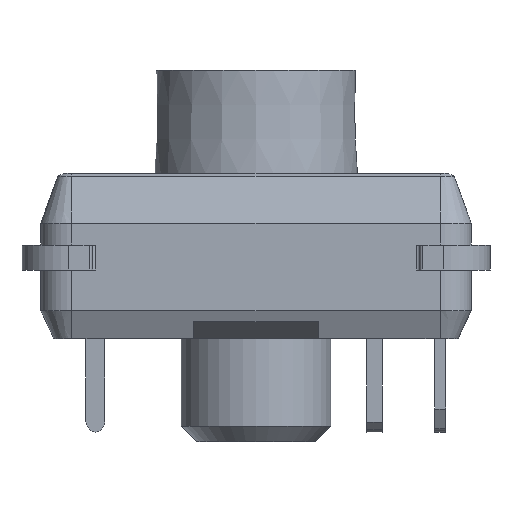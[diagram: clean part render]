
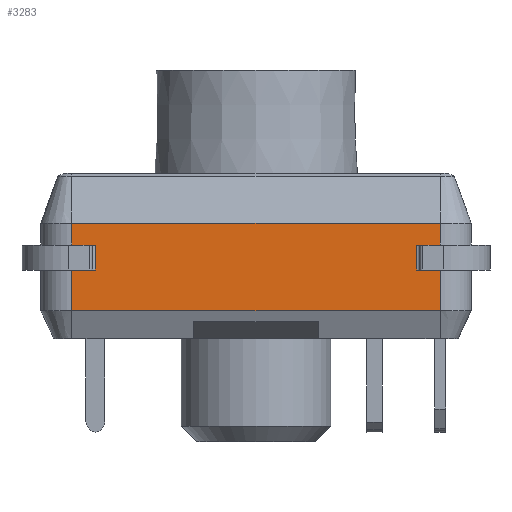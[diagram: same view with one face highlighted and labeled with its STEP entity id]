
A CAD part, front view. The second image highlights one B-rep face of the part: STEP entity #3283.
In plain terms, the highlighted planar face has unit normal (0, -1, 0).
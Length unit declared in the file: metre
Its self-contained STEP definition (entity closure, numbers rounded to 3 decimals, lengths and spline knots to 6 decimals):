
#918=ORIENTED_EDGE('',*,*,#1220,.T.);
#919=ORIENTED_EDGE('',*,*,#1564,.T.);
#920=ORIENTED_EDGE('',*,*,#1335,.F.);
#921=ORIENTED_EDGE('',*,*,#1565,.F.);
#922=ORIENTED_EDGE('',*,*,#1337,.T.);
#923=ORIENTED_EDGE('',*,*,#1566,.T.);
#924=ORIENTED_EDGE('',*,*,#1214,.T.);
#925=ORIENTED_EDGE('',*,*,#1567,.T.);
#926=ORIENTED_EDGE('',*,*,#1563,.F.);
#927=ORIENTED_EDGE('',*,*,#1543,.F.);
#928=ORIENTED_EDGE('',*,*,#1568,.T.);
#929=ORIENTED_EDGE('',*,*,#1569,.T.);
#1214=EDGE_CURVE('',#1659,#1657,#1954,.T.);
#1220=EDGE_CURVE('',#1662,#1664,#1957,.T.);
#1335=EDGE_CURVE('',#1724,#1738,#2054,.T.);
#1337=EDGE_CURVE('',#1727,#1740,#2055,.T.);
#1543=EDGE_CURVE('',#1874,#1873,#2209,.T.);
#1563=EDGE_CURVE('',#1873,#1882,#2225,.T.);
#1564=EDGE_CURVE('',#1664,#1738,#2226,.T.);
#1565=EDGE_CURVE('',#1727,#1724,#2227,.T.);
#1566=EDGE_CURVE('',#1740,#1659,#2228,.T.);
#1567=EDGE_CURVE('',#1657,#1882,#2229,.T.);
#1568=EDGE_CURVE('',#1874,#1883,#2230,.T.);
#1569=EDGE_CURVE('',#1883,#1662,#2231,.T.);
#1657=VERTEX_POINT('',#4676);
#1659=VERTEX_POINT('',#4679);
#1662=VERTEX_POINT('',#4686);
#1664=VERTEX_POINT('',#4690);
#1724=VERTEX_POINT('',#4886);
#1727=VERTEX_POINT('',#4893);
#1738=VERTEX_POINT('',#4925);
#1740=VERTEX_POINT('',#4930);
#1873=VERTEX_POINT('',#6243);
#1874=VERTEX_POINT('',#6247);
#1882=VERTEX_POINT('',#6283);
#1883=VERTEX_POINT('',#6291);
#1954=LINE('',#4678,#2304);
#1957=LINE('',#4691,#2307);
#2054=LINE('',#4926,#2404);
#2055=LINE('',#4931,#2405);
#2209=LINE('',#6248,#2559);
#2225=LINE('',#6284,#2575);
#2226=LINE('',#6286,#2576);
#2227=LINE('',#6287,#2577);
#2228=LINE('',#6288,#2578);
#2229=LINE('',#6289,#2579);
#2230=LINE('',#6290,#2580);
#2231=LINE('',#6292,#2581);
#2304=VECTOR('',#3828,1.);
#2307=VECTOR('',#3839,1.);
#2404=VECTOR('',#4064,1.);
#2405=VECTOR('',#4069,1.);
#2559=VECTOR('',#4389,1.);
#2575=VECTOR('',#4429,1.);
#2576=VECTOR('',#4432,1.);
#2577=VECTOR('',#4433,1.);
#2578=VECTOR('',#4434,1.);
#2579=VECTOR('',#4435,1.);
#2580=VECTOR('',#4436,1.);
#2581=VECTOR('',#4437,1.);
#2762=EDGE_LOOP('',(#918,#919,#920,#921,#922,#923,#924,#925,#926,#927,#928,
#929));
#2961=FACE_BOUND('',#2762,.T.);
#3111=PLANE('',#3666);
#3283=ADVANCED_FACE('',(#2961),#3111,.F.);
#3666=AXIS2_PLACEMENT_3D('',#6285,#4430,#4431);
#3828=DIRECTION('',(0.,0.,1.));
#3839=DIRECTION('',(0.,0.,-1.));
#4064=DIRECTION('',(0.,0.,1.));
#4069=DIRECTION('',(0.,0.,1.));
#4389=DIRECTION('',(1.,0.,0.));
#4429=DIRECTION('',(0.,0.,-1.));
#4430=DIRECTION('',(0.,1.,0.));
#4431=DIRECTION('',(-1.,0.,0.));
#4432=DIRECTION('',(-1.,0.,0.));
#4433=DIRECTION('',(-1.,0.,0.));
#4434=DIRECTION('',(-1.,0.,0.));
#4435=DIRECTION('',(1.,0.,0.));
#4436=DIRECTION('',(0.,0.,-1.));
#4437=DIRECTION('',(1.,0.,0.));
#4676=CARTESIAN_POINT('',(0.00515,-0.0069,0.0004));
#4678=CARTESIAN_POINT('',(0.00515,-0.0069,0.0004));
#4679=CARTESIAN_POINT('',(0.00515,-0.0069,-0.0004));
#4686=CARTESIAN_POINT('',(-0.00515,-0.0069,0.0004));
#4690=CARTESIAN_POINT('',(-0.00515,-0.0069,-0.0004));
#4691=CARTESIAN_POINT('',(-0.00515,-0.0069,-0.0004));
#4886=CARTESIAN_POINT('',(-0.0059,-0.0069,-0.0017));
#4893=CARTESIAN_POINT('',(0.0059,-0.0069,-0.0017));
#4925=CARTESIAN_POINT('',(-0.0059,-0.0069,-0.0004));
#4926=CARTESIAN_POINT('',(-0.0059,-0.0069,-0.0017));
#4930=CARTESIAN_POINT('',(0.0059,-0.0069,-0.0004));
#4931=CARTESIAN_POINT('',(0.0059,-0.0069,-0.0017));
#6243=CARTESIAN_POINT('',(0.0059,-0.0069,0.0011));
#6247=CARTESIAN_POINT('',(-0.0059,-0.0069,0.0011));
#6248=CARTESIAN_POINT('',(0.0059,-0.0069,0.0011));
#6283=CARTESIAN_POINT('',(0.0059,-0.0069,0.0004));
#6284=CARTESIAN_POINT('',(0.0059,-0.0069,0.0011));
#6285=CARTESIAN_POINT('',(0.0059,-0.0069,0.0011));
#6286=CARTESIAN_POINT('',(0.0059,-0.0069,-0.0004));
#6287=CARTESIAN_POINT('',(0.0059,-0.0069,-0.0017));
#6288=CARTESIAN_POINT('',(0.0059,-0.0069,-0.0004));
#6289=CARTESIAN_POINT('',(0.0059,-0.0069,0.0004));
#6290=CARTESIAN_POINT('',(-0.0059,-0.0069,0.0011));
#6291=CARTESIAN_POINT('',(-0.0059,-0.0069,0.0004));
#6292=CARTESIAN_POINT('',(0.0059,-0.0069,0.0004));
